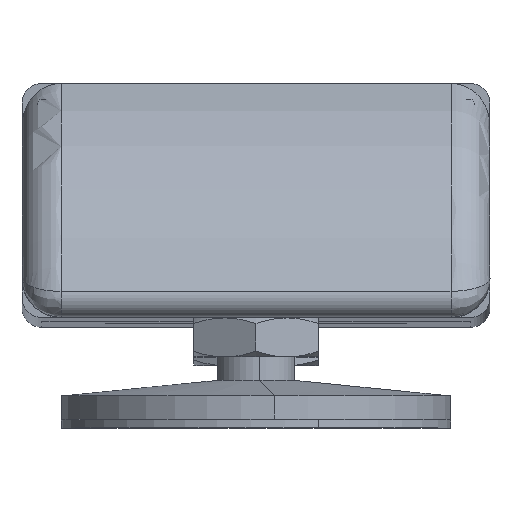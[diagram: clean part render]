
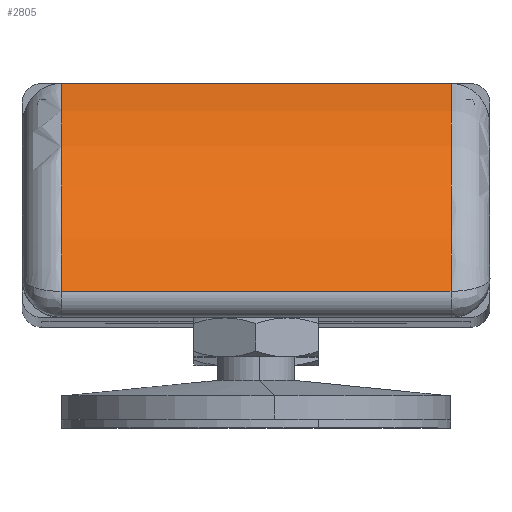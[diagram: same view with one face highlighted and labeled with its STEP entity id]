
A CAD part, top view. The second image highlights one B-rep face of the part: STEP entity #2805.
In plain terms, the highlighted cylindrical face has radius 45 mm (diameter 90 mm), a partial arc.
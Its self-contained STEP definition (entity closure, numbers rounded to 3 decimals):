
#2 = VERTEX_POINT ( 'NONE', #3845 ) ;
#66 = EDGE_LOOP ( 'NONE', ( #1076, #3000, #1402, #2154 ) ) ;
#104 = CARTESIAN_POINT ( 'NONE',  ( 25., -11.683, -24.863 ) ) ;
#130 = VECTOR ( 'NONE', #4012, 1000. ) ;
#335 = FACE_OUTER_BOUND ( 'NONE', #66, .T. ) ;
#384 = AXIS2_PLACEMENT_3D ( 'NONE', #2619, #1633, #2933 ) ;
#518 = CARTESIAN_POINT ( 'NONE',  ( -25., 15., 0. ) ) ;
#667 = DIRECTION ( 'NONE',  ( -1., 0., 0. ) ) ;
#758 = CIRCLE ( 'NONE', #1949, 45. ) ;
#826 = VERTEX_POINT ( 'NONE', #1397 ) ;
#936 = VERTEX_POINT ( 'NONE', #518 ) ;
#992 = LINE ( 'NONE', #1117, #130 ) ;
#1076 = ORIENTED_EDGE ( 'NONE', *, *, #3226, .F. ) ;
#1117 = CARTESIAN_POINT ( 'NONE',  ( 30., -11.683, -24.863 ) ) ;
#1212 = DIRECTION ( 'NONE',  ( -1., 0., 0. ) ) ;
#1221 = DIRECTION ( 'NONE',  ( -1., 0., 0. ) ) ;
#1397 = CARTESIAN_POINT ( 'NONE',  ( -25., -11.683, -24.863 ) ) ;
#1402 = ORIENTED_EDGE ( 'NONE', *, *, #3623, .T. ) ;
#1455 = VERTEX_POINT ( 'NONE', #104 ) ;
#1483 = DIRECTION ( 'NONE',  ( 0., 0., -1. ) ) ;
#1633 = DIRECTION ( 'NONE',  ( 1., 0., 0. ) ) ;
#1949 = AXIS2_PLACEMENT_3D ( 'NONE', #2459, #1212, #1483 ) ;
#2154 = ORIENTED_EDGE ( 'NONE', *, *, #3516, .T. ) ;
#2386 = VECTOR ( 'NONE', #1221, 1000. ) ;
#2408 = AXIS2_PLACEMENT_3D ( 'NONE', #2543, #667, #3524 ) ;
#2459 = CARTESIAN_POINT ( 'NONE',  ( 25., -26.387, 17.667 ) ) ;
#2543 = CARTESIAN_POINT ( 'NONE',  ( 30., -26.387, 17.667 ) ) ;
#2619 = CARTESIAN_POINT ( 'NONE',  ( -25., -26.387, 17.667 ) ) ;
#2673 = CIRCLE ( 'NONE', #384, 45. ) ;
#2715 = EDGE_CURVE ( 'NONE', #2, #1455, #758, .T. ) ;
#2805 = ADVANCED_FACE ( 'NONE', ( #335 ), #3960, .T. ) ;
#2926 = LINE ( 'NONE', #3811, #2386 ) ;
#2933 = DIRECTION ( 'NONE',  ( 0., 0., 1. ) ) ;
#3000 = ORIENTED_EDGE ( 'NONE', *, *, #2715, .T. ) ;
#3226 = EDGE_CURVE ( 'NONE', #2, #936, #2926, .T. ) ;
#3516 = EDGE_CURVE ( 'NONE', #826, #936, #2673, .T. ) ;
#3524 = DIRECTION ( 'NONE',  ( 0., 0., 1. ) ) ;
#3623 = EDGE_CURVE ( 'NONE', #1455, #826, #992, .T. ) ;
#3811 = CARTESIAN_POINT ( 'NONE',  ( -30., 15., 0. ) ) ;
#3845 = CARTESIAN_POINT ( 'NONE',  ( 25., 15., 0. ) ) ;
#3960 = CYLINDRICAL_SURFACE ( 'NONE', #2408, 45. ) ;
#4012 = DIRECTION ( 'NONE',  ( -1., 0., 0. ) ) ;
